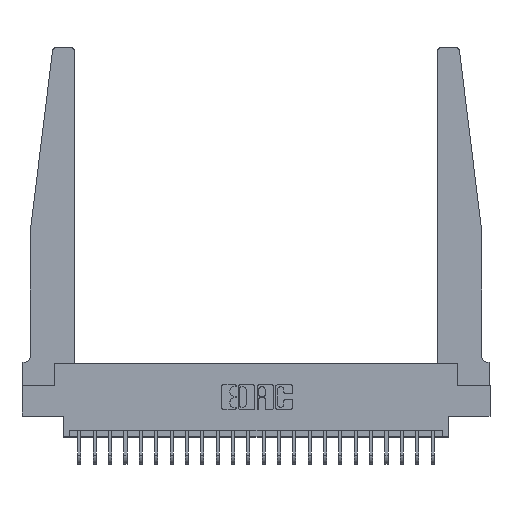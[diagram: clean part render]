
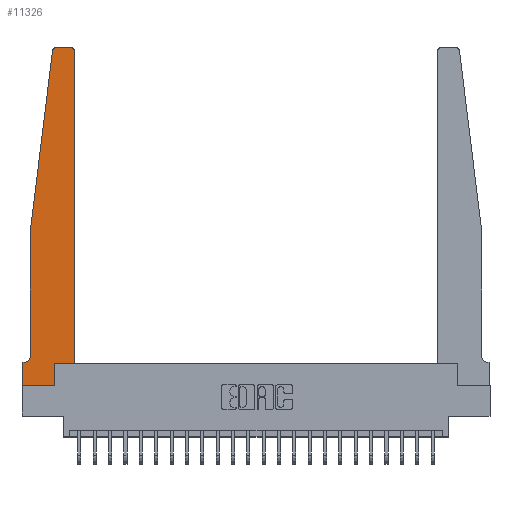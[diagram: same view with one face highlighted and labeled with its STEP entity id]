
A CAD part, top view. The second image highlights one B-rep face of the part: STEP entity #11326.
In plain terms, the highlighted planar face has unit normal (0, 0, 1).
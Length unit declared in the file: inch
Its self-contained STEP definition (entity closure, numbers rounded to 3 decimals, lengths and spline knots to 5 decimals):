
#475 = DIRECTION ( 'NONE',  ( 1., 0., 0. ) ) ;
#496 = VERTEX_POINT ( 'NONE', #20652 ) ;
#730 = VERTEX_POINT ( 'NONE', #2315 ) ;
#944 = DIRECTION ( 'NONE',  ( -1., 0., 0. ) ) ;
#1438 = LINE ( 'NONE', #23606, #15516 ) ;
#1713 = AXIS2_PLACEMENT_3D ( 'NONE', #3020, #10815, #16308 ) ;
#2025 = VECTOR ( 'NONE', #12659, 39.37008 ) ;
#2065 = LINE ( 'NONE', #4272, #21829 ) ;
#2315 = CARTESIAN_POINT ( 'NONE',  ( 0.425, 2.72, 0.37 ) ) ;
#2356 = VERTEX_POINT ( 'NONE', #14220 ) ;
#2591 = VECTOR ( 'NONE', #7728, 39.37008 ) ;
#3002 = EDGE_CURVE ( 'NONE', #496, #14033, #2065, .T. ) ;
#3020 = CARTESIAN_POINT ( 'NONE',  ( 0., 0.1875, 0.37 ) ) ;
#3356 = CIRCLE ( 'NONE', #19932, 0.03 ) ;
#4213 = CARTESIAN_POINT ( 'NONE',  ( 0.015, 0.2375, 0.37 ) ) ;
#4272 = CARTESIAN_POINT ( 'NONE',  ( 0., 0., 0.37 ) ) ;
#4374 = DIRECTION ( 'NONE',  ( 0., 0., -1. ) ) ;
#4408 = LINE ( 'NONE', #4685, #2025 ) ;
#4440 = DIRECTION ( 'NONE',  ( 1., 0., 0. ) ) ;
#4676 = EDGE_CURVE ( 'NONE', #20798, #12427, #1438, .T. ) ;
#4685 = CARTESIAN_POINT ( 'NONE',  ( 0., 0., 0.37 ) ) ;
#4775 = VECTOR ( 'NONE', #11482, 39.37008 ) ;
#4808 = DIRECTION ( 'NONE',  ( 0., 0., 1. ) ) ;
#4891 = EDGE_CURVE ( 'NONE', #14033, #2356, #4408, .T. ) ;
#4981 = VERTEX_POINT ( 'NONE', #5576 ) ;
#5562 = CARTESIAN_POINT ( 'NONE',  ( 0.065, 0.1875, 0.37 ) ) ;
#5576 = CARTESIAN_POINT ( 'NONE',  ( 0.24675, 2.72367, 0.37 ) ) ;
#5765 = EDGE_LOOP ( 'NONE', ( #19873, #7430, #8397, #11575, #18365, #24507, #13714, #23602, #8137, #7638, #17377, #12114 ) ) ;
#6430 = CARTESIAN_POINT ( 'NONE',  ( 0., 0., 0.37 ) ) ;
#7088 = DIRECTION ( 'NONE',  ( 0., 1., 0. ) ) ;
#7216 = DIRECTION ( 'NONE',  ( -1., 0., 0. ) ) ;
#7427 = CIRCLE ( 'NONE', #20966, 0.03 ) ;
#7430 = ORIENTED_EDGE ( 'NONE', *, *, #11681, .T. ) ;
#7638 = ORIENTED_EDGE ( 'NONE', *, *, #4676, .T. ) ;
#7728 = DIRECTION ( 'NONE',  ( -0.122, -0.992, 0. ) ) ;
#7810 = VECTOR ( 'NONE', #7088, 39.37008 ) ;
#8068 = EDGE_CURVE ( 'NONE', #12427, #730, #12925, .T. ) ;
#8137 = ORIENTED_EDGE ( 'NONE', *, *, #9396, .T. ) ;
#8397 = ORIENTED_EDGE ( 'NONE', *, *, #12304, .T. ) ;
#8968 = LINE ( 'NONE', #5562, #4775 ) ;
#9156 = CARTESIAN_POINT ( 'NONE',  ( 0.065, 0.2375, 0.37 ) ) ;
#9396 = EDGE_CURVE ( 'NONE', #2356, #20798, #9655, .T. ) ;
#9655 = LINE ( 'NONE', #11479, #23704 ) ;
#10358 = EDGE_CURVE ( 'NONE', #22897, #18683, #14107, .T. ) ;
#10654 = PLANE ( 'NONE',  #1713 ) ;
#10815 = DIRECTION ( 'NONE',  ( 0., 0., 1. ) ) ;
#11076 = CARTESIAN_POINT ( 'NONE',  ( 0.065, 1.25, 0.37 ) ) ;
#11326 = ADVANCED_FACE ( 'NONE', ( #13156 ), #10654, .T. ) ;
#11479 = CARTESIAN_POINT ( 'NONE',  ( 0.2605, 0.18, 0.37 ) ) ;
#11482 = DIRECTION ( 'NONE',  ( -1., 0., 0. ) ) ;
#11532 = CARTESIAN_POINT ( 'NONE',  ( 0.27653, 2.75, 0.37 ) ) ;
#11575 = ORIENTED_EDGE ( 'NONE', *, *, #10358, .T. ) ;
#11612 = VECTOR ( 'NONE', #7216, 39.37008 ) ;
#11681 = EDGE_CURVE ( 'NONE', #18797, #4981, #7427, .T. ) ;
#12114 = ORIENTED_EDGE ( 'NONE', *, *, #21878, .T. ) ;
#12304 = EDGE_CURVE ( 'NONE', #4981, #22897, #23885, .T. ) ;
#12427 = VERTEX_POINT ( 'NONE', #13922 ) ;
#12448 = EDGE_CURVE ( 'NONE', #24186, #18797, #15775, .T. ) ;
#12659 = DIRECTION ( 'NONE',  ( 1., 0., 0. ) ) ;
#12682 = DIRECTION ( 'NONE',  ( 1., 0., 0. ) ) ;
#12925 = LINE ( 'NONE', #14715, #7810 ) ;
#13137 = DIRECTION ( 'NONE',  ( 0., 1., 0. ) ) ;
#13156 = FACE_OUTER_BOUND ( 'NONE', #5765, .T. ) ;
#13714 = ORIENTED_EDGE ( 'NONE', *, *, #3002, .T. ) ;
#13774 = CARTESIAN_POINT ( 'NONE',  ( 0.065, 1.25, 0.37 ) ) ;
#13798 = VECTOR ( 'NONE', #20396, 39.37008 ) ;
#13868 = AXIS2_PLACEMENT_3D ( 'NONE', #4213, #4374, #944 ) ;
#13922 = CARTESIAN_POINT ( 'NONE',  ( 0.425, 0.18, 0.37 ) ) ;
#14033 = VERTEX_POINT ( 'NONE', #6430 ) ;
#14107 = LINE ( 'NONE', #11076, #13798 ) ;
#14220 = CARTESIAN_POINT ( 'NONE',  ( 0.2605, 0., 0.37 ) ) ;
#14715 = CARTESIAN_POINT ( 'NONE',  ( 0.425, 0.18, 0.37 ) ) ;
#15068 = CARTESIAN_POINT ( 'NONE',  ( 0.395, 2.75, 0.37 ) ) ;
#15516 = VECTOR ( 'NONE', #4440, 39.37008 ) ;
#15604 = VERTEX_POINT ( 'NONE', #18892 ) ;
#15775 = LINE ( 'NONE', #17745, #11612 ) ;
#16308 = DIRECTION ( 'NONE',  ( 1., 0., 0. ) ) ;
#17377 = ORIENTED_EDGE ( 'NONE', *, *, #8068, .T. ) ;
#17583 = DIRECTION ( 'NONE',  ( 0., -1., 0. ) ) ;
#17599 = EDGE_CURVE ( 'NONE', #15604, #496, #8968, .T. ) ;
#17745 = CARTESIAN_POINT ( 'NONE',  ( 0.25, 2.75, 0.37 ) ) ;
#17861 = DIRECTION ( 'NONE',  ( 0., 0., 1. ) ) ;
#18365 = ORIENTED_EDGE ( 'NONE', *, *, #23486, .T. ) ;
#18683 = VERTEX_POINT ( 'NONE', #9156 ) ;
#18797 = VERTEX_POINT ( 'NONE', #11532 ) ;
#18892 = CARTESIAN_POINT ( 'NONE',  ( 0.015, 0.1875, 0.37 ) ) ;
#19705 = CARTESIAN_POINT ( 'NONE',  ( 0.27653, 2.72, 0.37 ) ) ;
#19873 = ORIENTED_EDGE ( 'NONE', *, *, #12448, .T. ) ;
#19932 = AXIS2_PLACEMENT_3D ( 'NONE', #20030, #4808, #12682 ) ;
#19967 = CARTESIAN_POINT ( 'NONE',  ( 0.065, 1.25, 0.37 ) ) ;
#20030 = CARTESIAN_POINT ( 'NONE',  ( 0.395, 2.72, 0.37 ) ) ;
#20396 = DIRECTION ( 'NONE',  ( 0., -1., 0. ) ) ;
#20634 = CIRCLE ( 'NONE', #13868, 0.05 ) ;
#20652 = CARTESIAN_POINT ( 'NONE',  ( 0., 0.1875, 0.37 ) ) ;
#20798 = VERTEX_POINT ( 'NONE', #21346 ) ;
#20966 = AXIS2_PLACEMENT_3D ( 'NONE', #19705, #17861, #475 ) ;
#21346 = CARTESIAN_POINT ( 'NONE',  ( 0.2605, 0.18, 0.37 ) ) ;
#21829 = VECTOR ( 'NONE', #17583, 39.37008 ) ;
#21878 = EDGE_CURVE ( 'NONE', #730, #24186, #3356, .T. ) ;
#22897 = VERTEX_POINT ( 'NONE', #19967 ) ;
#23486 = EDGE_CURVE ( 'NONE', #18683, #15604, #20634, .T. ) ;
#23602 = ORIENTED_EDGE ( 'NONE', *, *, #4891, .T. ) ;
#23606 = CARTESIAN_POINT ( 'NONE',  ( 0.425, 0.18, 0.37 ) ) ;
#23704 = VECTOR ( 'NONE', #13137, 39.37008 ) ;
#23885 = LINE ( 'NONE', #13774, #2591 ) ;
#24186 = VERTEX_POINT ( 'NONE', #15068 ) ;
#24507 = ORIENTED_EDGE ( 'NONE', *, *, #17599, .T. ) ;
